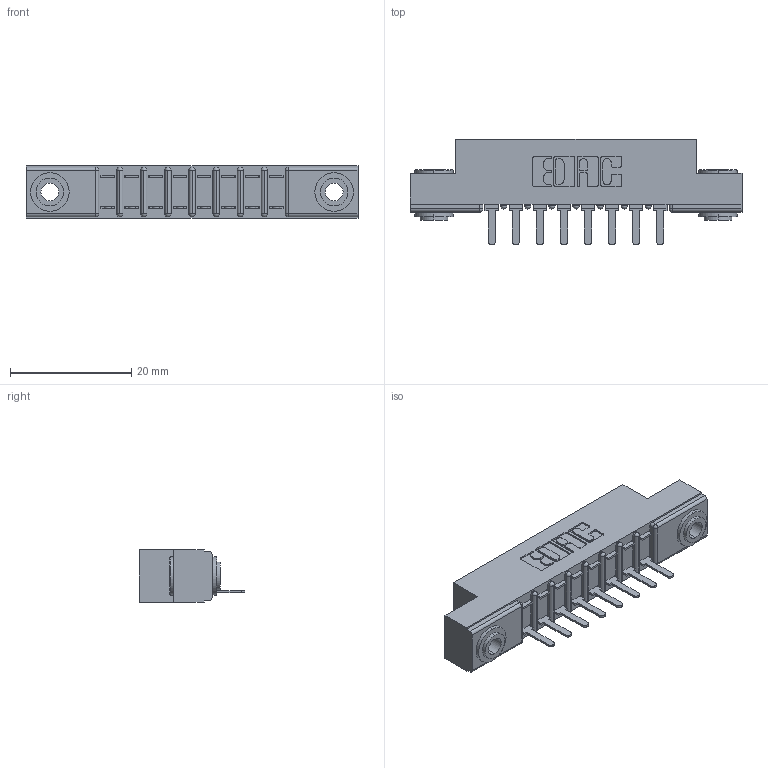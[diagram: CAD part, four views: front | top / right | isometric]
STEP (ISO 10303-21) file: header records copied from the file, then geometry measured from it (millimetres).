
FILE_DESCRIPTION (( 'STEP AP203' ), '1' );
FILE_NAME ('357-008-521-103.STEP', '2018-08-07T01:01:34', ( '' ), ( '' ), 'SwSTEP 2.0', 'SolidWorks 2016', '' );
FILE_SCHEMA (( 'CONFIG_CONTROL_DESIGN' ));
Length unit declared in the file: inch
Products named in the file (4): 307 Part_.156 Dia Mounting Holes; 307-290-002_521; 345-250-002_345-250-002-102; 357-008-521-103
Assembly tree (11 placements, depth 2):
  357-008-521-103
    307 Part_.156 Dia Mounting Holes
    307-290-002_521  x8
    345-250-002_345-250-002-102  x2
Bounding box: 54.71 x 17.42 x 8.71 mm (x, y, z)
Volume: 3606.4 mm3; surface area: 6029.7 mm2
Topology: 11 solids, 11 shells, 771 faces, 2291 edges, 1498 vertices
Faces by surface type: plane 454, cylinder 291, sphere 18, cone 8
Entity records: 12833 total; most frequent: CARTESIAN_POINT 2137, ORIENTED_EDGE 2118, DIRECTION 2107, EDGE_CURVE 1059, LINE 787, VECTOR 787, VERTEX_POINT 690, AXIS2_PLACEMENT_3D 660
